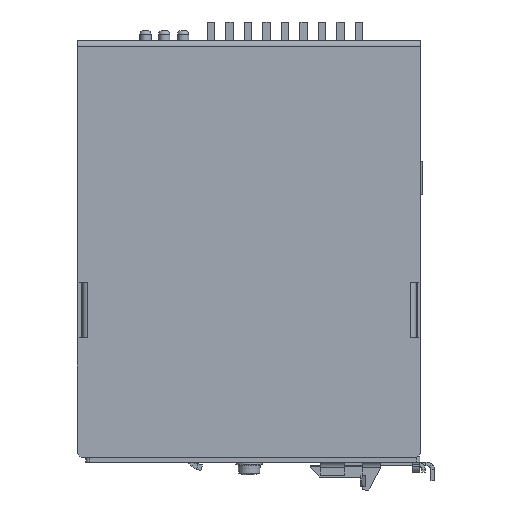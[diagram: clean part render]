
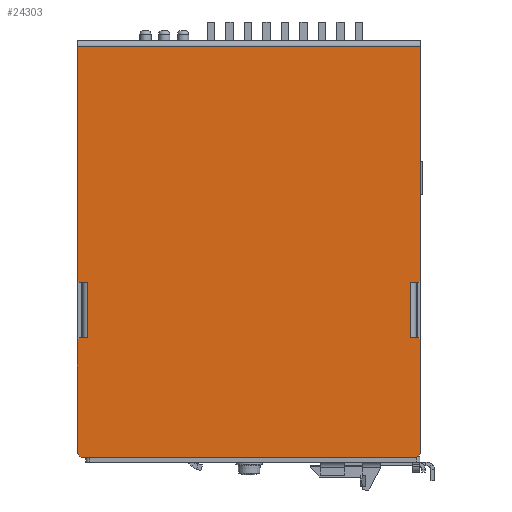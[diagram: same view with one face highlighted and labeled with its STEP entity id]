
A CAD part, front view. The second image highlights one B-rep face of the part: STEP entity #24303.
In plain terms, the highlighted planar face has unit normal (0, -1, 0).
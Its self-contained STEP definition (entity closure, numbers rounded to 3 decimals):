
#984=PLANE('',#25967);
#1948=FACE_OUTER_BOUND('',#3407,.T.);
#3407=EDGE_LOOP('',(#18241,#18242,#18243,#18244,#18245,#18246,#18247,#18248,
#18249,#18250,#18251,#18252,#18253,#18254,#18255,#18256,#18257,#18258));
#5444=LINE('',#36127,#8106);
#5448=LINE('',#36135,#8110);
#5450=LINE('',#36141,#8112);
#5451=LINE('',#36143,#8113);
#5452=LINE('',#36145,#8114);
#5453=LINE('',#36147,#8115);
#5454=LINE('',#36149,#8116);
#5455=LINE('',#36151,#8117);
#5456=LINE('',#36153,#8118);
#5457=LINE('',#36155,#8119);
#5458=LINE('',#36157,#8120);
#5459=LINE('',#36159,#8121);
#5460=LINE('',#36161,#8122);
#5461=LINE('',#36163,#8123);
#5462=LINE('',#36165,#8124);
#5463=LINE('',#36167,#8125);
#5464=LINE('',#36169,#8126);
#5465=LINE('',#36170,#8127);
#8106=VECTOR('',#29419,0.707);
#8110=VECTOR('',#29425,2.2);
#8112=VECTOR('',#29431,63.2);
#8113=VECTOR('',#29432,92.5);
#8114=VECTOR('',#29433,63.2);
#8115=VECTOR('',#29434,0.707);
#8116=VECTOR('',#29435,2.2);
#8117=VECTOR('',#29436,15.);
#8118=VECTOR('',#29437,2.2);
#8119=VECTOR('',#29438,0.707);
#8120=VECTOR('',#29439,30.7);
#8121=VECTOR('',#29440,1.414);
#8122=VECTOR('',#29441,90.5);
#8123=VECTOR('',#29442,1.414);
#8124=VECTOR('',#29443,30.7);
#8125=VECTOR('',#29444,0.707);
#8126=VECTOR('',#29445,2.2);
#8127=VECTOR('',#29446,15.);
#11043=VERTEX_POINT('',#36125);
#11044=VERTEX_POINT('',#36126);
#11047=VERTEX_POINT('',#36134);
#11049=VERTEX_POINT('',#36140);
#11050=VERTEX_POINT('',#36142);
#11051=VERTEX_POINT('',#36144);
#11052=VERTEX_POINT('',#36146);
#11053=VERTEX_POINT('',#36148);
#11054=VERTEX_POINT('',#36150);
#11055=VERTEX_POINT('',#36152);
#11056=VERTEX_POINT('',#36154);
#11057=VERTEX_POINT('',#36156);
#11058=VERTEX_POINT('',#36158);
#11059=VERTEX_POINT('',#36160);
#11060=VERTEX_POINT('',#36162);
#11061=VERTEX_POINT('',#36164);
#11062=VERTEX_POINT('',#36166);
#11063=VERTEX_POINT('',#36168);
#13644=EDGE_CURVE('',#11043,#11044,#5444,.T.);
#13648=EDGE_CURVE('',#11047,#11044,#5448,.T.);
#13651=EDGE_CURVE('',#11043,#11049,#5450,.T.);
#13652=EDGE_CURVE('',#11049,#11050,#5451,.T.);
#13653=EDGE_CURVE('',#11050,#11051,#5452,.T.);
#13654=EDGE_CURVE('',#11052,#11051,#5453,.T.);
#13655=EDGE_CURVE('',#11052,#11053,#5454,.T.);
#13656=EDGE_CURVE('',#11053,#11054,#5455,.T.);
#13657=EDGE_CURVE('',#11054,#11055,#5456,.T.);
#13658=EDGE_CURVE('',#11056,#11055,#5457,.T.);
#13659=EDGE_CURVE('',#11056,#11057,#5458,.T.);
#13660=EDGE_CURVE('',#11058,#11057,#5459,.T.);
#13661=EDGE_CURVE('',#11058,#11059,#5460,.T.);
#13662=EDGE_CURVE('',#11060,#11059,#5461,.T.);
#13663=EDGE_CURVE('',#11060,#11061,#5462,.T.);
#13664=EDGE_CURVE('',#11062,#11061,#5463,.T.);
#13665=EDGE_CURVE('',#11062,#11063,#5464,.T.);
#13666=EDGE_CURVE('',#11063,#11047,#5465,.T.);
#18241=ORIENTED_EDGE('',*,*,#13644,.F.);
#18242=ORIENTED_EDGE('',*,*,#13651,.T.);
#18243=ORIENTED_EDGE('',*,*,#13652,.T.);
#18244=ORIENTED_EDGE('',*,*,#13653,.T.);
#18245=ORIENTED_EDGE('',*,*,#13654,.F.);
#18246=ORIENTED_EDGE('',*,*,#13655,.T.);
#18247=ORIENTED_EDGE('',*,*,#13656,.T.);
#18248=ORIENTED_EDGE('',*,*,#13657,.T.);
#18249=ORIENTED_EDGE('',*,*,#13658,.F.);
#18250=ORIENTED_EDGE('',*,*,#13659,.T.);
#18251=ORIENTED_EDGE('',*,*,#13660,.F.);
#18252=ORIENTED_EDGE('',*,*,#13661,.T.);
#18253=ORIENTED_EDGE('',*,*,#13662,.F.);
#18254=ORIENTED_EDGE('',*,*,#13663,.T.);
#18255=ORIENTED_EDGE('',*,*,#13664,.F.);
#18256=ORIENTED_EDGE('',*,*,#13665,.T.);
#18257=ORIENTED_EDGE('',*,*,#13666,.T.);
#18258=ORIENTED_EDGE('',*,*,#13648,.T.);
#24303=ADVANCED_FACE('',(#1948),#984,.F.);
#25967=AXIS2_PLACEMENT_3D('',#36139,#29429,#29430);
#29419=DIRECTION('',(-0.707,0.,-0.707));
#29425=DIRECTION('',(1.,0.,0.));
#29429=DIRECTION('center_axis',(0.,1.,0.));
#29430=DIRECTION('ref_axis',(0.,0.,
-1.));
#29431=DIRECTION('',(0.,0.,1.));
#29432=DIRECTION('',(-1.,0.,0.));
#29433=DIRECTION('',(0.,0.,-1.));
#29434=DIRECTION('',(-0.707,0.,0.707));
#29435=DIRECTION('',(1.,0.,0.));
#29436=DIRECTION('',(0.,0.,-1.));
#29437=DIRECTION('',(-1.,0.,0.));
#29438=DIRECTION('',(0.707,0.,0.707));
#29439=DIRECTION('',(0.,0.,-1.));
#29440=DIRECTION('',(-0.707,0.,0.707));
#29441=DIRECTION('',(1.,0.,0.));
#29442=DIRECTION('',(-0.707,0.,-0.707));
#29443=DIRECTION('',(0.,0.,1.));
#29444=DIRECTION('',(0.707,0.,-0.707));
#29445=DIRECTION('',(-1.,0.,0.));
#29446=DIRECTION('',(0.,0.,1.));
#36125=CARTESIAN_POINT('',(92.4,-1.,47.5));
#36126=CARTESIAN_POINT('',(91.9,-1.,47.));
#36127=CARTESIAN_POINT('',(82.79,-1.,37.89));
#36134=CARTESIAN_POINT('',(89.7,-1.,47.));
#36135=CARTESIAN_POINT('',(68.3,-1.,47.));
#36139=CARTESIAN_POINT('Origin',(46.15,-1.,55.809));
#36140=CARTESIAN_POINT('',(92.4,-1.,110.7));
#36141=CARTESIAN_POINT('',(92.4,-1.,47.));
#36142=CARTESIAN_POINT('',(-0.1,-1.,110.7));
#36143=CARTESIAN_POINT('',(46.15,-1.,110.7));
#36144=CARTESIAN_POINT('',(-0.1,-1.,47.5));
#36145=CARTESIAN_POINT('',(-0.1,-1.,112.2));
#36146=CARTESIAN_POINT('',(0.4,-1.,47.));
#36147=CARTESIAN_POINT('',(9.51,-1.,37.89));
#36148=CARTESIAN_POINT('',(2.6,-1.,47.));
#36149=CARTESIAN_POINT('',(24.,-1.,47.));
#36150=CARTESIAN_POINT('',(2.6,-1.,32.));
#36151=CARTESIAN_POINT('',(2.6,-1.,47.654));
#36152=CARTESIAN_POINT('',(0.4,-1.,32.));
#36153=CARTESIAN_POINT('',(24.,-1.,32.));
#36154=CARTESIAN_POINT('',(-0.1,-1.,31.5));
#36155=CARTESIAN_POINT('',(17.665,-1.,49.265));
#36156=CARTESIAN_POINT('',(-0.1,-1.,0.8));
#36157=CARTESIAN_POINT('',(-0.1,-1.,32.));
#36158=CARTESIAN_POINT('',(0.9,-1.,-0.2));
#36159=CARTESIAN_POINT('',(-2.04,-1.,2.74));
#36160=CARTESIAN_POINT('',(91.4,-1.,-0.2));
#36161=CARTESIAN_POINT('',(-0.1,-1.,-0.2));
#36162=CARTESIAN_POINT('',(92.4,-1.,0.8));
#36163=CARTESIAN_POINT('',(94.34,-1.,2.74));
#36164=CARTESIAN_POINT('',(92.4,-1.,31.5));
#36165=CARTESIAN_POINT('',(92.4,-1.,-0.2));
#36166=CARTESIAN_POINT('',(91.9,-1.,32.));
#36167=CARTESIAN_POINT('',(74.635,-1.,49.265));
#36168=CARTESIAN_POINT('',(89.7,-1.,32.));
#36169=CARTESIAN_POINT('',(92.4,-1.,32.));
#36170=CARTESIAN_POINT('',(89.7,-1.,47.654));
